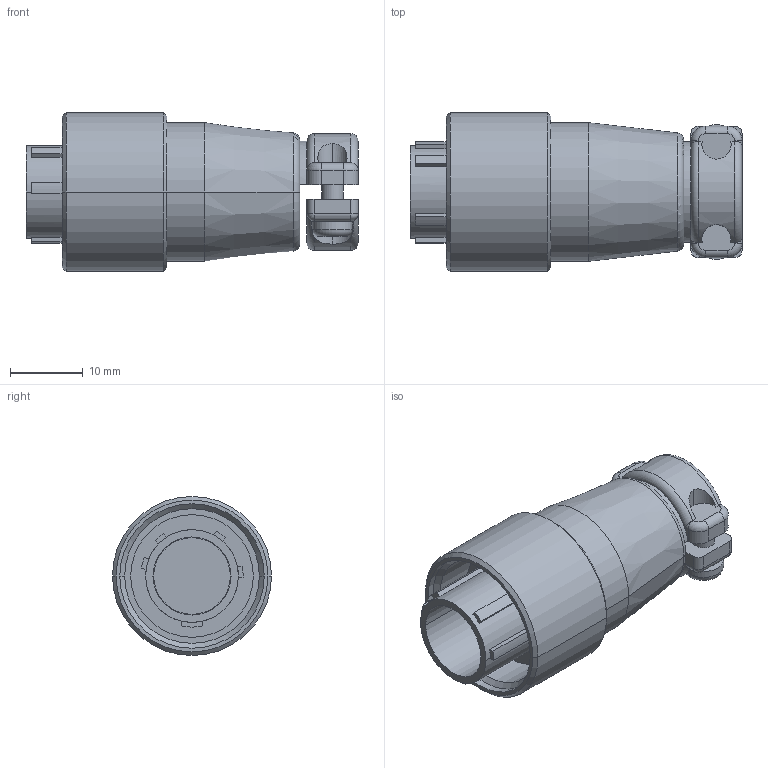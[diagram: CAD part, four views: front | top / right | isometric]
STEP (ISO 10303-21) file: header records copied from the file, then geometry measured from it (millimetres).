
FILE_DESCRIPTION(('CoCreate Modeling STEP Export'),'2;1');
FILE_NAME('JR13PK-5P.stp','2012-08-30T15:36:09',(''),(''),'CoCreate Modeling STEP processor for AP214 (Solid Model)','CoCreate Modeling 17.0 01-Apr-2010 (C) Parametric Technology GmbH','');
FILE_SCHEMA(('AUTOMOTIVE_DESIGN { 1 0 10303 214 1 1 1 1 }'));
Length unit declared in the file: millimetre
Products named in the file (1): JR13PK-5P
Bounding box: 45.5 x 21.8 x 21.8 mm (x, y, z)
Volume: 9137.8 mm3; surface area: 6062.2 mm2
Topology: 1 solids, 1 shells, 152 faces, 367 edges, 227 vertices
Faces by surface type: cylinder 73, plane 51, torus 14, cone 10, sphere 4
Entity records: 5617 total; most frequent: CARTESIAN_POINT 2297, ORIENTED_EDGE 726, DIRECTION 639, EDGE_CURVE 363, AXIS2_PLACEMENT_3D 239, VERTEX_POINT 227, EDGE_LOOP 168, VECTOR 161
